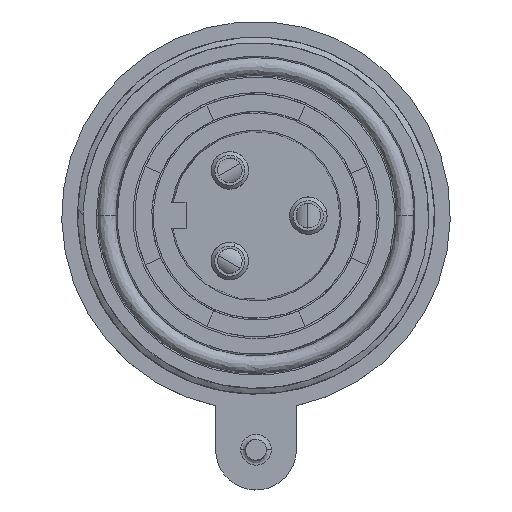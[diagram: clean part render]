
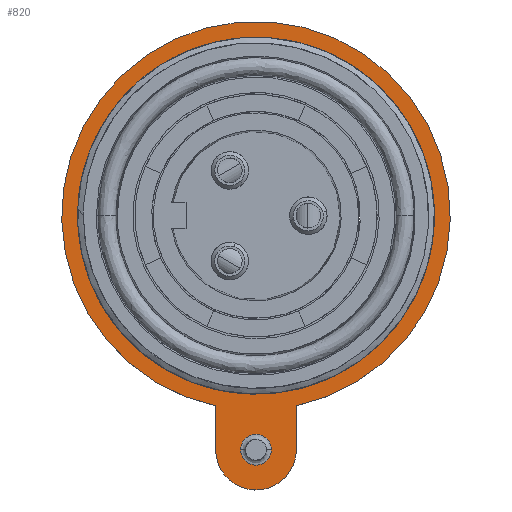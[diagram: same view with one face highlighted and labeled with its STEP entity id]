
A CAD part, top view. The second image highlights one B-rep face of the part: STEP entity #820.
In plain terms, the highlighted planar face has unit normal (0, 0, 1).
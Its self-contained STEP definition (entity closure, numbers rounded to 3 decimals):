
#820=ADVANCED_FACE('',(#1949,#1950,#1951),#1952,.T.);
#1949=FACE_OUTER_BOUND('',#3656,.T.);
#1950=FACE_BOUND('',#3657,.T.);
#1951=FACE_BOUND('',#3658,.T.);
#1952=PLANE('',#3659);
#3656=EDGE_LOOP('',(#8061,#8062,#8063,#8064,#8065,#8066));
#3657=EDGE_LOOP('',(#8067,#8068,#8069,#8070));
#3658=EDGE_LOOP('',(#8071,#8072,#8073));
#3659=AXIS2_PLACEMENT_3D('',#8074,#8075,#8076);
#8061=ORIENTED_EDGE('',*,*,#9941,.T.);
#8062=ORIENTED_EDGE('',*,*,#10531,.T.);
#8063=ORIENTED_EDGE('',*,*,#10533,.T.);
#8064=ORIENTED_EDGE('',*,*,#9936,.T.);
#8065=ORIENTED_EDGE('',*,*,#10534,.T.);
#8066=ORIENTED_EDGE('',*,*,#10535,.T.);
#8067=ORIENTED_EDGE('',*,*,#10536,.F.);
#8068=ORIENTED_EDGE('',*,*,#10537,.F.);
#8069=ORIENTED_EDGE('',*,*,#10538,.F.);
#8070=ORIENTED_EDGE('',*,*,#10539,.F.);
#8071=ORIENTED_EDGE('',*,*,#10540,.F.);
#8072=ORIENTED_EDGE('',*,*,#10541,.F.);
#8073=ORIENTED_EDGE('',*,*,#9770,.F.);
#8074=CARTESIAN_POINT('',(19.053,-0.914,-5.34));
#8075=DIRECTION('',(0.0,0.0,1.0));
#8076=DIRECTION('',(1.0,0.0,0.0));
#9770=EDGE_CURVE('',#12963,#12966,#12967,.T.);
#9936=EDGE_CURVE('',#13265,#13262,#13266,.T.);
#9941=EDGE_CURVE('',#13274,#13271,#13275,.T.);
#10531=EDGE_CURVE('',#13271,#14181,#14183,.T.);
#10533=EDGE_CURVE('',#14181,#13265,#14185,.T.);
#10534=EDGE_CURVE('',#13262,#14186,#14187,.T.);
#10535=EDGE_CURVE('',#14186,#13274,#14188,.T.);
#10536=EDGE_CURVE('',#14189,#14190,#14191,.T.);
#10537=EDGE_CURVE('',#14192,#14189,#14193,.T.);
#10538=EDGE_CURVE('',#14194,#14192,#14195,.T.);
#10539=EDGE_CURVE('',#14190,#14194,#14196,.T.);
#10540=EDGE_CURVE('',#14197,#12963,#14198,.T.);
#10541=EDGE_CURVE('',#12966,#14197,#14199,.T.);
#12963=VERTEX_POINT('',#16032);
#12966=VERTEX_POINT('',#16046);
#12967=CIRCLE('',#16047,1.515);
#13262=VERTEX_POINT('',#16734);
#13265=VERTEX_POINT('',#16738);
#13266=CIRCLE('',#16739,3.95);
#13271=VERTEX_POINT('',#16745);
#13274=VERTEX_POINT('',#16749);
#13275=CIRCLE('',#16750,19.05);
#14181=VERTEX_POINT('',#18355);
#14183=CIRCLE('',#18358,19.05);
#14185=LINE('',#18360,#18361);
#14186=VERTEX_POINT('',#18362);
#14187=CIRCLE('',#18363,3.95);
#14188=LINE('',#18364,#18365);
#14189=VERTEX_POINT('',#18366);
#14190=VERTEX_POINT('',#18367);
#14191=B_SPLINE_CURVE_WITH_KNOTS('',3,(#18368,#18369,#18370,#18371,#18372,#18373,#18374,#18375,#18376,#18377,#18378,#18379,#18380,#18381),.UNSPECIFIED.,.F.,.F.,(4,2,2,2,2,2,4),(-2.914,-2.534,-2.156,-1.647,-1.051,-0.525,0.),.UNSPECIFIED.);
#14192=VERTEX_POINT('',#18382);
#14193=B_SPLINE_CURVE_WITH_KNOTS('',3,(#18383,#18384,#18385,#18386,#18387,#18388),.UNSPECIFIED.,.F.,.F.,(4,2,4),(-1.106,-0.609,0.),.UNSPECIFIED.);
#14194=VERTEX_POINT('',#18389);
#14195=B_SPLINE_CURVE_WITH_KNOTS('',3,(#18390,#18391,#18392,#18393,#18394,#18395,#18396,#18397,#18398,#18399,#18400,#18401,#18402,#18403),.UNSPECIFIED.,.F.,.F.,(4,2,2,2,2,2,4),(-3.473,-2.946,-2.416,-1.746,-1.073,-0.538,0.),.UNSPECIFIED.);
#14196=CIRCLE('',#18404,16.935);
#14197=VERTEX_POINT('',#18405);
#14198=CIRCLE('',#18406,1.515);
#14199=CIRCLE('',#18407,1.515);
#16032=CARTESIAN_POINT('',(17.538,3.956,-5.34));
#16046=CARTESIAN_POINT('',(20.568,3.956,-5.34));
#16047=AXIS2_PLACEMENT_3D('',#22920,#22921,#22922);
#16734=CARTESIAN_POINT('',(22.996,3.708,-5.34));
#16738=CARTESIAN_POINT('',(15.103,3.956,-5.34));
#16739=AXIS2_PLACEMENT_3D('',#23197,#23198,#23199);
#16745=CARTESIAN_POINT('',(17.312,45.866,-5.34));
#16749=CARTESIAN_POINT('',(23.003,8.26,-5.34));
#16750=AXIS2_PLACEMENT_3D('',#23205,#23206,#23207);
#18355=CARTESIAN_POINT('',(15.103,8.26,-5.34));
#18358=AXIS2_PLACEMENT_3D('',#23965,#23966,#23967);
#18360=CARTESIAN_POINT('',(15.103,8.26,-5.34));
#18361=VECTOR('',#23968,4.304);
#18362=CARTESIAN_POINT('',(23.003,3.956,-5.34));
#18363=AXIS2_PLACEMENT_3D('',#23969,#23970,#23971);
#18364=CARTESIAN_POINT('',(23.003,3.956,-5.34));
#18365=VECTOR('',#23972,4.304);
#18366=CARTESIAN_POINT('',(8.297,40.687,-5.34));
#18367=CARTESIAN_POINT('',(11.447,11.766,-5.34));
#18368=CARTESIAN_POINT('',(8.297,40.687,-5.34));
#18369=CARTESIAN_POINT('',(6.896,39.559,-5.34));
#18370=CARTESIAN_POINT('',(5.687,38.23,-5.34));
#18371=CARTESIAN_POINT('',(3.71,35.247,-5.34));
#18372=CARTESIAN_POINT('',(2.963,33.622,-5.34));
#18373=CARTESIAN_POINT('',(1.816,29.6,-5.34));
#18374=CARTESIAN_POINT('',(1.685,27.334,-5.34));
#18375=CARTESIAN_POINT('',(2.196,22.794,-5.34));
#18376=CARTESIAN_POINT('',(2.966,20.659,-5.34));
#18377=CARTESIAN_POINT('',(4.777,17.36,-5.34));
#18378=CARTESIAN_POINT('',(5.864,15.952,-5.34));
#18379=CARTESIAN_POINT('',(8.415,13.53,-5.34));
#18380=CARTESIAN_POINT('',(9.87,12.527,-5.34));
#18381=CARTESIAN_POINT('',(11.447,11.766,-5.34));
#18382=CARTESIAN_POINT('',(21.199,44.254,-5.34));
#18383=CARTESIAN_POINT('',(21.199,44.254,-5.34));
#18384=CARTESIAN_POINT('',(18.707,44.562,-5.34));
#18385=CARTESIAN_POINT('',(16.396,44.307,-5.34));
#18386=CARTESIAN_POINT('',(11.933,43.074,-5.34));
#18387=CARTESIAN_POINT('',(9.898,41.936,-5.34));
#18388=CARTESIAN_POINT('',(8.296,40.687,-5.34));
#18389=CARTESIAN_POINT('',(33.352,17.822,-5.34));
#18390=CARTESIAN_POINT('',(33.352,17.822,-5.34));
#18391=CARTESIAN_POINT('',(34.317,19.29,-5.34));
#18392=CARTESIAN_POINT('',(35.049,20.9,-5.34));
#18393=CARTESIAN_POINT('',(35.995,24.294,-5.34));
#18394=CARTESIAN_POINT('',(36.201,26.058,-5.34));
#18395=CARTESIAN_POINT('',(36.049,30.053,-5.34));
#18396=CARTESIAN_POINT('',(35.529,32.245,-5.34));
#18397=CARTESIAN_POINT('',(33.674,36.319,-5.34));
#18398=CARTESIAN_POINT('',(32.351,38.164,-5.34));
#18399=CARTESIAN_POINT('',(29.417,40.923,-5.34));
#18400=CARTESIAN_POINT('',(27.937,41.937,-5.34));
#18401=CARTESIAN_POINT('',(24.701,43.487,-5.34));
#18402=CARTESIAN_POINT('',(22.974,44.006,-5.34));
#18403=CARTESIAN_POINT('',(21.199,44.254,-5.34));
#18404=AXIS2_PLACEMENT_3D('',#23973,#23974,#23975);
#18405=CARTESIAN_POINT('',(19.053,5.471,-5.34));
#18406=AXIS2_PLACEMENT_3D('',#23976,#23977,#23978);
#18407=AXIS2_PLACEMENT_3D('',#23979,#23980,#23981);
#22920=CARTESIAN_POINT('',(19.053,3.956,-5.34));
#22921=DIRECTION('',(0.0,-0.0,1.0));
#22922=DIRECTION('',(0.0,1.0,0.0));
#23197=CARTESIAN_POINT('',(19.053,3.956,-5.34));
#23198=DIRECTION('',(0.0,0.0,1.0));
#23199=DIRECTION('',(-1.0,0.0,0.0));
#23205=CARTESIAN_POINT('',(19.053,26.896,-5.34));
#23206=DIRECTION('',(0.0,0.0,1.0));
#23207=DIRECTION('',(0.207,-0.978,0.0));
#23965=CARTESIAN_POINT('',(19.053,26.896,-5.34));
#23966=DIRECTION('',(0.0,0.0,1.0));
#23967=DIRECTION('',(0.207,-0.978,0.0));
#23968=DIRECTION('',(0.0,-1.0,0.0));
#23969=CARTESIAN_POINT('',(19.053,3.956,-5.34));
#23970=DIRECTION('',(0.0,0.0,1.0));
#23971=DIRECTION('',(-1.0,0.0,0.0));
#23972=DIRECTION('',(0.0,1.0,0.0));
#23973=CARTESIAN_POINT('',(19.053,26.896,-5.34));
#23974=DIRECTION('',(0.0,0.0,1.0));
#23975=DIRECTION('',(-0.449,-0.893,0.0));
#23976=CARTESIAN_POINT('',(19.053,3.956,-5.34));
#23977=DIRECTION('',(0.0,-0.0,1.0));
#23978=DIRECTION('',(0.0,1.0,0.0));
#23979=CARTESIAN_POINT('',(19.053,3.956,-5.34));
#23980=DIRECTION('',(0.0,-0.0,1.0));
#23981=DIRECTION('',(0.0,1.0,0.0));
